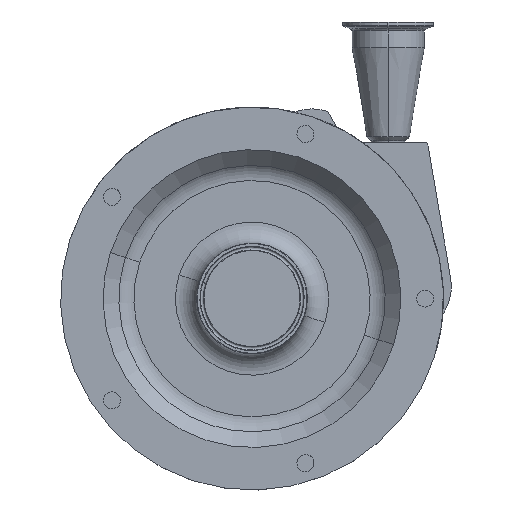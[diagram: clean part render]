
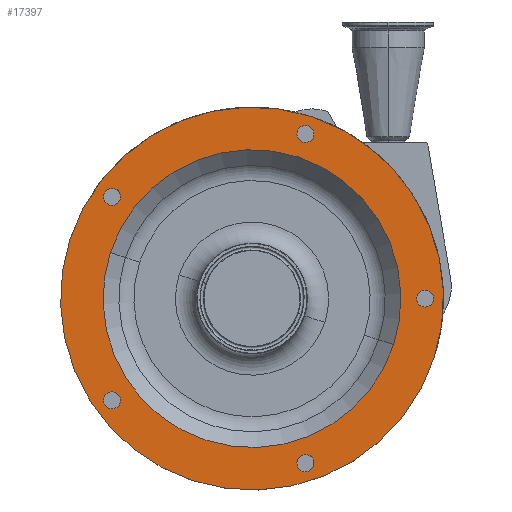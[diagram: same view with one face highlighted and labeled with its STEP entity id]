
A CAD part, top view. The second image highlights one B-rep face of the part: STEP entity #17397.
In plain terms, the highlighted planar face has unit normal (0, 0, 1).
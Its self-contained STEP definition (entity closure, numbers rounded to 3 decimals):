
#362 = CARTESIAN_POINT ( 'NONE',  ( 0., 0., 212.5 ) ) ;
#411 = ORIENTED_EDGE ( 'NONE', *, *, #2216, .F. ) ;
#522 = CIRCLE ( 'NONE', #4723, 6. ) ;
#609 = ORIENTED_EDGE ( 'NONE', *, *, #17352, .F. ) ;
#694 = EDGE_LOOP ( 'NONE', ( #15021, #7664 ) ) ;
#794 = DIRECTION ( 'NONE',  ( 0.588, 0.809, 0. ) ) ;
#900 = DIRECTION ( 'NONE',  ( -0.951, -0.309, 0. ) ) ;
#966 = FACE_OUTER_BOUND ( 'NONE', #6355, .T. ) ;
#1003 = AXIS2_PLACEMENT_3D ( 'NONE', #15946, #3877, #14636 ) ;
#1018 = CARTESIAN_POINT ( 'NONE',  ( 122., 0., 212.5 ) ) ;
#1054 = CARTESIAN_POINT ( 'NONE',  ( -98.7, 71.71, 212.5 ) ) ;
#1150 = ORIENTED_EDGE ( 'NONE', *, *, #16942, .F. ) ;
#1300 = CARTESIAN_POINT ( 'NONE',  ( 0., 0., 212.5 ) ) ;
#1499 = EDGE_CURVE ( 'NONE', #13784, #14082, #6293, .T. ) ;
#1572 = CARTESIAN_POINT ( 'NONE',  ( 31.994, 117.883, 212.5 ) ) ;
#1639 = VERTEX_POINT ( 'NONE', #7782 ) ;
#1871 = DIRECTION ( 'NONE',  ( 0., 0., 1. ) ) ;
#1999 = CARTESIAN_POINT ( 'NONE',  ( 99.861, -32.447, 212.5 ) ) ;
#2191 = CIRCLE ( 'NONE', #13718, 135. ) ;
#2194 = VERTEX_POINT ( 'NONE', #8024 ) ;
#2216 = EDGE_CURVE ( 'NONE', #14930, #2194, #15628, .T. ) ;
#2536 = EDGE_CURVE ( 'NONE', #5418, #4407, #3631, .T. ) ;
#2643 = CIRCLE ( 'NONE', #4036, 135. ) ;
#3086 = CIRCLE ( 'NONE', #5346, 6. ) ;
#3292 = ORIENTED_EDGE ( 'NONE', *, *, #13006, .F. ) ;
#3293 = DIRECTION ( 'NONE',  ( 0., 0., 1. ) ) ;
#3345 = VERTEX_POINT ( 'NONE', #1999 ) ;
#3427 = EDGE_LOOP ( 'NONE', ( #609, #1150 ) ) ;
#3590 = EDGE_CURVE ( 'NONE', #14082, #13784, #7790, .T. ) ;
#3631 = CIRCLE ( 'NONE', #7854, 6. ) ;
#3868 = FACE_BOUND ( 'NONE', #16054, .T. ) ;
#3877 = DIRECTION ( 'NONE',  ( 0., 0., 1. ) ) ;
#3929 = CIRCLE ( 'NONE', #13228, 6. ) ;
#4036 = AXIS2_PLACEMENT_3D ( 'NONE', #1300, #14421, #13373 ) ;
#4131 = FACE_BOUND ( 'NONE', #12332, .T. ) ;
#4138 = VERTEX_POINT ( 'NONE', #4242 ) ;
#4242 = CARTESIAN_POINT ( 'NONE',  ( -95.173, 76.564, 212.5 ) ) ;
#4407 = VERTEX_POINT ( 'NONE', #11824 ) ;
#4723 = AXIS2_PLACEMENT_3D ( 'NONE', #10892, #8158, #12294 ) ;
#5068 = DIRECTION ( 'NONE',  ( 0., 0., 1. ) ) ;
#5178 = CARTESIAN_POINT ( 'NONE',  ( -98.7, -71.71, 212.5 ) ) ;
#5346 = AXIS2_PLACEMENT_3D ( 'NONE', #1054, #12963, #794 ) ;
#5418 = VERTEX_POINT ( 'NONE', #1572 ) ;
#5568 = CARTESIAN_POINT ( 'NONE',  ( 122., 6., 212.5 ) ) ;
#5577 = CARTESIAN_POINT ( 'NONE',  ( 37.7, 116.029, 212.5 ) ) ;
#6066 = EDGE_LOOP ( 'NONE', ( #7757, #13255 ) ) ;
#6293 = CIRCLE ( 'NONE', #16148, 6. ) ;
#6355 = EDGE_LOOP ( 'NONE', ( #7033, #11411 ) ) ;
#6432 = AXIS2_PLACEMENT_3D ( 'NONE', #5178, #1871, #10578 ) ;
#6595 = CARTESIAN_POINT ( 'NONE',  ( 31.994, -117.883, 212.5 ) ) ;
#6873 = DIRECTION ( 'NONE',  ( 0., 0., -1. ) ) ;
#7033 = ORIENTED_EDGE ( 'NONE', *, *, #12286, .T. ) ;
#7271 = ORIENTED_EDGE ( 'NONE', *, *, #9648, .F. ) ;
#7363 = EDGE_CURVE ( 'NONE', #8091, #9195, #2643, .T. ) ;
#7588 = AXIS2_PLACEMENT_3D ( 'NONE', #11993, #6873, #12083 ) ;
#7664 = ORIENTED_EDGE ( 'NONE', *, *, #2536, .F. ) ;
#7757 = ORIENTED_EDGE ( 'NONE', *, *, #3590, .F. ) ;
#7764 = ORIENTED_EDGE ( 'NONE', *, *, #8322, .F. ) ;
#7782 = CARTESIAN_POINT ( 'NONE',  ( -99.861, 32.447, 212.5 ) ) ;
#7790 = CIRCLE ( 'NONE', #8636, 6. ) ;
#7854 = AXIS2_PLACEMENT_3D ( 'NONE', #5577, #10970, #16326 ) ;
#8024 = CARTESIAN_POINT ( 'NONE',  ( 43.406, -114.175, 212.5 ) ) ;
#8091 = VERTEX_POINT ( 'NONE', #14835 ) ;
#8158 = DIRECTION ( 'NONE',  ( 0., 0., 1. ) ) ;
#8178 = CARTESIAN_POINT ( 'NONE',  ( 128.393, -41.717, 212.5 ) ) ;
#8206 = DIRECTION ( 'NONE',  ( 0., 0., 1. ) ) ;
#8280 = ORIENTED_EDGE ( 'NONE', *, *, #10114, .F. ) ;
#8315 = AXIS2_PLACEMENT_3D ( 'NONE', #362, #9696, #16230 ) ;
#8322 = EDGE_CURVE ( 'NONE', #2194, #14930, #9117, .T. ) ;
#8636 = AXIS2_PLACEMENT_3D ( 'NONE', #1018, #5068, #15729 ) ;
#8910 = CIRCLE ( 'NONE', #9796, 6. ) ;
#8948 = CARTESIAN_POINT ( 'NONE',  ( -98.7, -71.71, 212.5 ) ) ;
#9038 = VERTEX_POINT ( 'NONE', #15915 ) ;
#9117 = CIRCLE ( 'NONE', #16152, 6. ) ;
#9195 = VERTEX_POINT ( 'NONE', #8178 ) ;
#9267 = DIRECTION ( 'NONE',  ( 0., 0., 1. ) ) ;
#9423 = FACE_BOUND ( 'NONE', #12384, .T. ) ;
#9648 = EDGE_CURVE ( 'NONE', #3345, #1639, #16744, .T. ) ;
#9696 = DIRECTION ( 'NONE',  ( 0., 0., 1. ) ) ;
#9796 = AXIS2_PLACEMENT_3D ( 'NONE', #8948, #13010, #14496 ) ;
#10104 = CIRCLE ( 'NONE', #6432, 6. ) ;
#10114 = EDGE_CURVE ( 'NONE', #1639, #3345, #11998, .T. ) ;
#10305 = AXIS2_PLACEMENT_3D ( 'NONE', #13317, #8206, #13571 ) ;
#10338 = CARTESIAN_POINT ( 'NONE',  ( 37.7, -116.029, 212.5 ) ) ;
#10405 = FACE_BOUND ( 'NONE', #6066, .T. ) ;
#10578 = DIRECTION ( 'NONE',  ( -0.588, 0.809, 0. ) ) ;
#10677 = CARTESIAN_POINT ( 'NONE',  ( -102.227, 66.856, 212.5 ) ) ;
#10892 = CARTESIAN_POINT ( 'NONE',  ( 37.7, 116.029, 212.5 ) ) ;
#10908 = VERTEX_POINT ( 'NONE', #10677 ) ;
#10937 = FACE_BOUND ( 'NONE', #3427, .T. ) ;
#10970 = DIRECTION ( 'NONE',  ( 0., 0., 1. ) ) ;
#11066 = DIRECTION ( 'NONE',  ( 0., -1., 0. ) ) ;
#11334 = CARTESIAN_POINT ( 'NONE',  ( 122., 0., 212.5 ) ) ;
#11410 = DIRECTION ( 'NONE',  ( 0., 0., 1. ) ) ;
#11411 = ORIENTED_EDGE ( 'NONE', *, *, #7363, .T. ) ;
#11752 = DIRECTION ( 'NONE',  ( 0., 0., 1. ) ) ;
#11824 = CARTESIAN_POINT ( 'NONE',  ( 43.406, 114.175, 212.5 ) ) ;
#11993 = CARTESIAN_POINT ( 'NONE',  ( 12.052, 37.091, 212.5 ) ) ;
#11998 = CIRCLE ( 'NONE', #1003, 105. ) ;
#12083 = DIRECTION ( 'NONE',  ( 0., -1., 0. ) ) ;
#12286 = EDGE_CURVE ( 'NONE', #9195, #8091, #2191, .T. ) ;
#12294 = DIRECTION ( 'NONE',  ( 0.951, -0.309, 0. ) ) ;
#12332 = EDGE_LOOP ( 'NONE', ( #7271, #8280 ) ) ;
#12384 = EDGE_LOOP ( 'NONE', ( #3292, #15859 ) ) ;
#12884 = CARTESIAN_POINT ( 'NONE',  ( -95.173, -76.564, 212.5 ) ) ;
#12963 = DIRECTION ( 'NONE',  ( 0., 0., 1. ) ) ;
#13006 = EDGE_CURVE ( 'NONE', #9038, #16118, #8910, .T. ) ;
#13010 = DIRECTION ( 'NONE',  ( 0., 0., 1. ) ) ;
#13207 = EDGE_CURVE ( 'NONE', #4407, #5418, #522, .T. ) ;
#13228 = AXIS2_PLACEMENT_3D ( 'NONE', #14812, #9267, #16312 ) ;
#13255 = ORIENTED_EDGE ( 'NONE', *, *, #1499, .F. ) ;
#13317 = CARTESIAN_POINT ( 'NONE',  ( 37.7, -116.029, 212.5 ) ) ;
#13373 = DIRECTION ( 'NONE',  ( 0.951, -0.309, 0. ) ) ;
#13571 = DIRECTION ( 'NONE',  ( -0.951, -0.309, 0. ) ) ;
#13718 = AXIS2_PLACEMENT_3D ( 'NONE', #14030, #11410, #14112 ) ;
#13761 = CARTESIAN_POINT ( 'NONE',  ( 122., -6., 212.5 ) ) ;
#13784 = VERTEX_POINT ( 'NONE', #5568 ) ;
#14030 = CARTESIAN_POINT ( 'NONE',  ( 0., 0., 212.5 ) ) ;
#14082 = VERTEX_POINT ( 'NONE', #13761 ) ;
#14112 = DIRECTION ( 'NONE',  ( 0.951, -0.309, 0. ) ) ;
#14421 = DIRECTION ( 'NONE',  ( 0., 0., 1. ) ) ;
#14496 = DIRECTION ( 'NONE',  ( -0.588, 0.809, 0. ) ) ;
#14636 = DIRECTION ( 'NONE',  ( 0.951, -0.309, 0. ) ) ;
#14812 = CARTESIAN_POINT ( 'NONE',  ( -98.7, 71.71, 212.5 ) ) ;
#14835 = CARTESIAN_POINT ( 'NONE',  ( -128.393, 41.717, 212.5 ) ) ;
#14885 = PLANE ( 'NONE',  #7588 ) ;
#14930 = VERTEX_POINT ( 'NONE', #6595 ) ;
#15021 = ORIENTED_EDGE ( 'NONE', *, *, #13207, .F. ) ;
#15628 = CIRCLE ( 'NONE', #10305, 6. ) ;
#15729 = DIRECTION ( 'NONE',  ( 0., -1., 0. ) ) ;
#15859 = ORIENTED_EDGE ( 'NONE', *, *, #16157, .F. ) ;
#15915 = CARTESIAN_POINT ( 'NONE',  ( -102.227, -66.856, 212.5 ) ) ;
#15946 = CARTESIAN_POINT ( 'NONE',  ( 0., 0., 212.5 ) ) ;
#16054 = EDGE_LOOP ( 'NONE', ( #411, #7764 ) ) ;
#16118 = VERTEX_POINT ( 'NONE', #12884 ) ;
#16148 = AXIS2_PLACEMENT_3D ( 'NONE', #11334, #3293, #11066 ) ;
#16152 = AXIS2_PLACEMENT_3D ( 'NONE', #10338, #11752, #900 ) ;
#16157 = EDGE_CURVE ( 'NONE', #16118, #9038, #10104, .T. ) ;
#16230 = DIRECTION ( 'NONE',  ( 0.951, -0.309, 0. ) ) ;
#16292 = FACE_BOUND ( 'NONE', #694, .T. ) ;
#16312 = DIRECTION ( 'NONE',  ( 0.588, 0.809, 0. ) ) ;
#16326 = DIRECTION ( 'NONE',  ( 0.951, -0.309, 0. ) ) ;
#16744 = CIRCLE ( 'NONE', #8315, 105. ) ;
#16942 = EDGE_CURVE ( 'NONE', #10908, #4138, #3929, .T. ) ;
#17352 = EDGE_CURVE ( 'NONE', #4138, #10908, #3086, .T. ) ;
#17397 = ADVANCED_FACE ( 'NONE', ( #966, #10405, #3868, #9423, #10937, #16292, #4131 ), #14885, .F. ) ;
